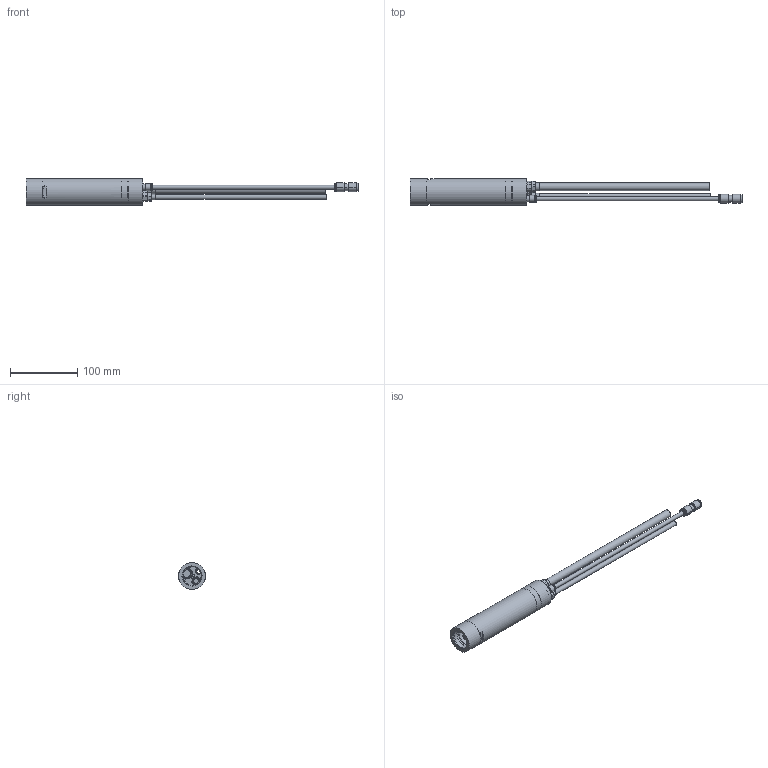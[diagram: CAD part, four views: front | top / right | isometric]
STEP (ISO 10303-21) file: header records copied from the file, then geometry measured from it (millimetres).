
FILE_DESCRIPTION (( 'STEP AP214' ), '1' );
FILE_NAME ('E1089001-003(ﾓｰﾀ).STEP', '2019-01-22T03:10:01', ( '' ), ( '' ), 'SwSTEP 2.0', 'SolidWorks 2013', '' );
FILE_SCHEMA (( 'AUTOMOTIVE_DESIGN' ));
Length unit declared in the file: millimetre
Products named in the file (1): E1089001-003(ﾓｰﾀ)
Bounding box: 492.3 x 40 x 40 mm (x, y, z)
Surface area: 51550.3 mm2 (no closed solid volume)
Topology: 0 solids, 24 shells, 207 faces, 592 edges, 404 vertices
Faces by surface type: plane 100, cylinder 55, cone 48, torus 4
Full cylindrical faces by diameter (mm): 4 x2, 6 x1, 7 x1, 7.6 x1, 9 x1, 9.8 x2, 10 x1, 11.4 x1, 12 x1, 27.15 x1, 28.3 x1, 29 x1, 29.02 x1, 29.2 x1, 38 x1, 39.9 x1, 39.97 x2, 40 x1
Entity records: 8961 total; most frequent: CARTESIAN_POINT 1638, DIRECTION 1036, ORIENTED_EDGE 866, EDGE_CURVE 551, VERTEX_POINT 400, AXIS2_PLACEMENT_3D 398, EDGE_LOOP 280, LINE 240
